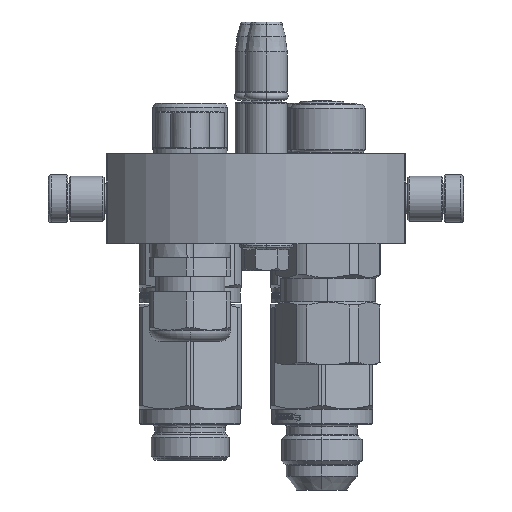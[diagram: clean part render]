
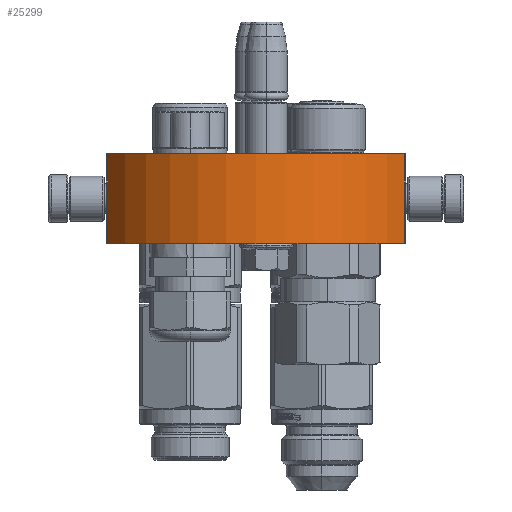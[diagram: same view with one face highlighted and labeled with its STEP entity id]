
A CAD part, left-side view. The second image highlights one B-rep face of the part: STEP entity #25299.
In plain terms, the highlighted cylindrical face has radius 57.25 mm (diameter 114.5 mm), a partial arc.
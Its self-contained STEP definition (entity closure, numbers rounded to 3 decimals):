
#319 = CARTESIAN_POINT ( 'NONE',  ( 49.5, 0., -28.763 ) ) ;
#1345 = CYLINDRICAL_SURFACE ( 'NONE', #25368, 57.25 ) ;
#2839 = LINE ( 'NONE', #319, #21982 ) ;
#3180 = VERTEX_POINT ( 'NONE', #29492 ) ;
#3837 = EDGE_CURVE ( 'NONE', #28241, #3180, #30920, .T. ) ;
#5109 = EDGE_CURVE ( 'NONE', #16436, #18552, #2839, .T. ) ;
#8682 = CARTESIAN_POINT ( 'NONE',  ( -49.5, 0., -28.763 ) ) ;
#8806 = CARTESIAN_POINT ( 'NONE',  ( -49.5, 0., -28.763 ) ) ;
#10324 = CIRCLE ( 'NONE', #32700, 57.25 ) ;
#13526 = EDGE_LOOP ( 'NONE', ( #51820, #70518, #39870, #56109 ) ) ;
#14697 = AXIS2_PLACEMENT_3D ( 'NONE', #37562, #17244, #55927 ) ;
#15969 = CIRCLE ( 'NONE', #14697, 57.25 ) ;
#16436 = VERTEX_POINT ( 'NONE', #56197 ) ;
#17244 = DIRECTION ( 'NONE',  ( 0., 1., 0. ) ) ;
#18552 = VERTEX_POINT ( 'NONE', #62761 ) ;
#21611 = DIRECTION ( 'NONE',  ( 0.865, 0., -0.502 ) ) ;
#21982 = VECTOR ( 'NONE', #33737, 1000. ) ;
#25299 = ADVANCED_FACE ( 'NONE', ( #67052 ), #1345, .T. ) ;
#25368 = AXIS2_PLACEMENT_3D ( 'NONE', #60391, #59690, #59445 ) ;
#27162 = DIRECTION ( 'NONE',  ( 0., 1., 0. ) ) ;
#28241 = VERTEX_POINT ( 'NONE', #8682 ) ;
#29492 = CARTESIAN_POINT ( 'NONE',  ( -49.5, 30., -28.763 ) ) ;
#30920 = LINE ( 'NONE', #8806, #32622 ) ;
#32622 = VECTOR ( 'NONE', #53535, 1000. ) ;
#32700 = AXIS2_PLACEMENT_3D ( 'NONE', #32928, #27162, #21611 ) ;
#32928 = CARTESIAN_POINT ( 'NONE',  ( 0., 0., 0. ) ) ;
#33737 = DIRECTION ( 'NONE',  ( 0., 1., 0. ) ) ;
#37562 = CARTESIAN_POINT ( 'NONE',  ( 0., 30., 0. ) ) ;
#39870 = ORIENTED_EDGE ( 'NONE', *, *, #67320, .T. ) ;
#51820 = ORIENTED_EDGE ( 'NONE', *, *, #61335, .F. ) ;
#53535 = DIRECTION ( 'NONE',  ( 0., 1., 0. ) ) ;
#55927 = DIRECTION ( 'NONE',  ( 0.865, 0., -0.502 ) ) ;
#56109 = ORIENTED_EDGE ( 'NONE', *, *, #3837, .T. ) ;
#56197 = CARTESIAN_POINT ( 'NONE',  ( 49.5, 0., -28.763 ) ) ;
#59445 = DIRECTION ( 'NONE',  ( 1., 0., 0. ) ) ;
#59690 = DIRECTION ( 'NONE',  ( 0., -1., 0. ) ) ;
#60391 = CARTESIAN_POINT ( 'NONE',  ( 0., 0., 0. ) ) ;
#61335 = EDGE_CURVE ( 'NONE', #18552, #3180, #15969, .T. ) ;
#62761 = CARTESIAN_POINT ( 'NONE',  ( 49.5, 30., -28.763 ) ) ;
#67052 = FACE_OUTER_BOUND ( 'NONE', #13526, .T. ) ;
#67320 = EDGE_CURVE ( 'NONE', #16436, #28241, #10324, .T. ) ;
#70518 = ORIENTED_EDGE ( 'NONE', *, *, #5109, .F. ) ;
